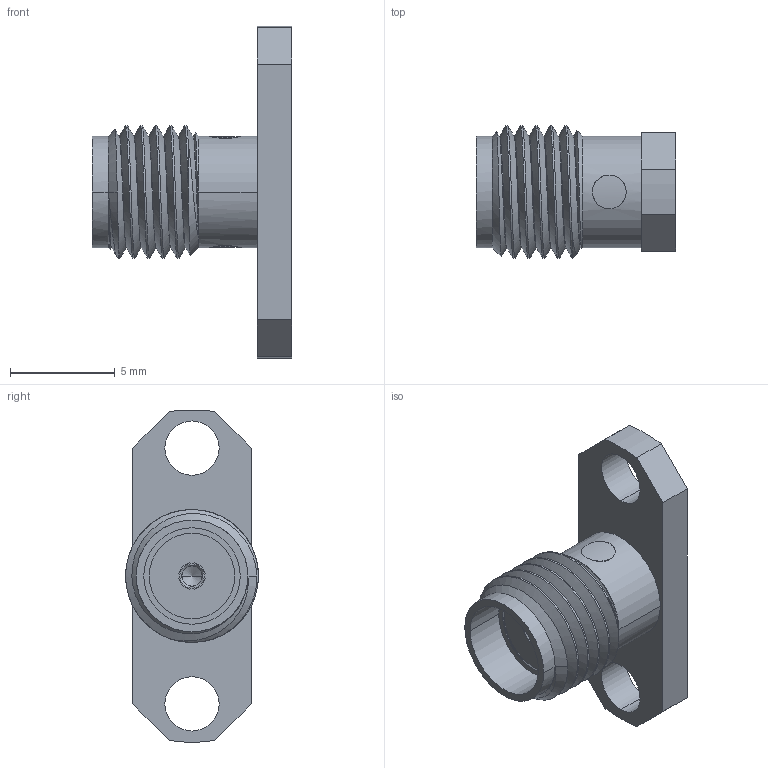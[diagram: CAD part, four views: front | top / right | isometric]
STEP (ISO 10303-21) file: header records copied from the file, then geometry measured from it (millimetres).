
FILE_DESCRIPTION((''),'2;1');
FILE_NAME('901-B6001-392','2013-12-20T',('Mohan'),(''),'PRO/ENGINEER BY PARAMETRIC TECHNOLOGY CORPORATION, 2010100','PRO/ENGINEER BY PARAMETRIC TECHNOLOGY CORPORATION, 2010100','');
FILE_SCHEMA(('CONFIG_CONTROL_DESIGN'));
Length unit declared in the file: millimetre
Products named in the file (1): 901-B6001-392
Bounding box: 9.53 x 6.35 x 15.86 mm (x, y, z)
Surface area: 494.8 mm2 (no closed solid volume)
Topology: 0 solids, 7 shells, 65 faces, 196 edges, 138 vertices
Faces by surface type: cylinder 28, plane 17, cone 12, bspline 8
Entity records: 4764 total; most frequent: CARTESIAN_POINT 3064, ORIENTED_EDGE 322, DIRECTION 321, EDGE_CURVE 194, VERTEX_POINT 138, AXIS2_PLACEMENT_3D 125, EDGE_LOOP 78, VECTOR 71
